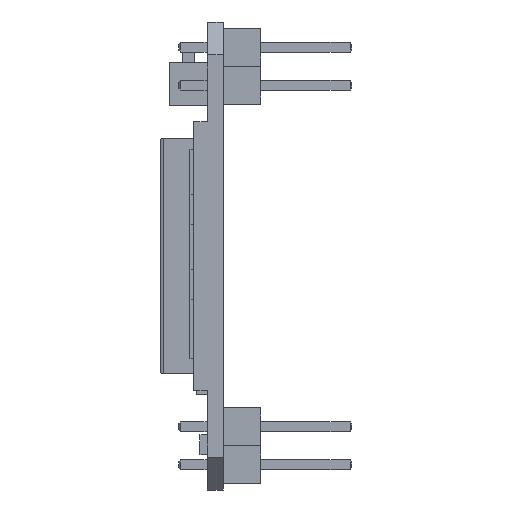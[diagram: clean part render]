
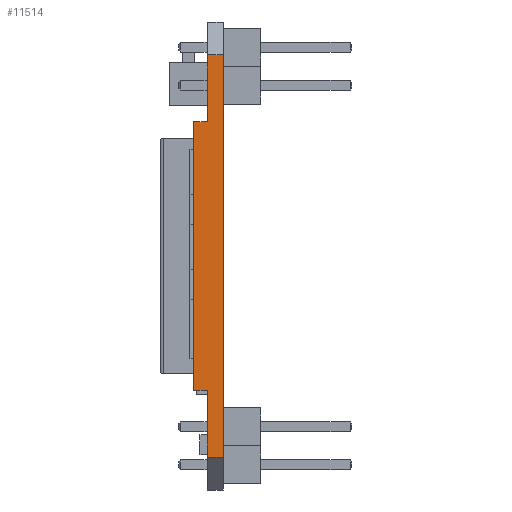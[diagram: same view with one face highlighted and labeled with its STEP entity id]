
A CAD part, left-side view. The second image highlights one B-rep face of the part: STEP entity #11514.
In plain terms, the highlighted planar face has unit normal (-1, 0, 0).
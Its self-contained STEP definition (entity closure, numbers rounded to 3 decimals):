
#195 = VERTEX_POINT ( 'NONE', #12649 ) ;
#482 = LINE ( 'NONE', #9350, #6916 ) ;
#903 = ORIENTED_EDGE ( 'NONE', *, *, #25886, .T. ) ;
#2134 = VERTEX_POINT ( 'NONE', #25676 ) ;
#3056 = VECTOR ( 'NONE', #3598, 1000. ) ;
#3133 = PLANE ( 'NONE',  #12747 ) ;
#3453 = CARTESIAN_POINT ( 'NONE',  ( 0., 2., -24.66 ) ) ;
#3598 = DIRECTION ( 'NONE',  ( 0., 0., 1. ) ) ;
#3861 = DIRECTION ( 'NONE',  ( 0., -1., 0. ) ) ;
#4091 = CARTESIAN_POINT ( 'NONE',  ( 0., 2., -6.66 ) ) ;
#4553 = EDGE_CURVE ( 'NONE', #9619, #18727, #11788, .T. ) ;
#4739 = CARTESIAN_POINT ( 'NONE',  ( 0., 1.07, -29.12 ) ) ;
#5117 = CARTESIAN_POINT ( 'NONE',  ( 0., 0., 0. ) ) ;
#5390 = DIRECTION ( 'NONE',  ( 0., 0., -1. ) ) ;
#5632 = ORIENTED_EDGE ( 'NONE', *, *, #12220, .F. ) ;
#6916 = VECTOR ( 'NONE', #13603, 1000. ) ;
#7205 = CARTESIAN_POINT ( 'NONE',  ( 0., 1.07, 0. ) ) ;
#7848 = DIRECTION ( 'NONE',  ( 0., 0., 1. ) ) ;
#9099 = DIRECTION ( 'NONE',  ( 0., -1., 0. ) ) ;
#9350 = CARTESIAN_POINT ( 'NONE',  ( 0., 1.07, 0. ) ) ;
#9548 = VERTEX_POINT ( 'NONE', #25883 ) ;
#9619 = VERTEX_POINT ( 'NONE', #27116 ) ;
#10312 = VECTOR ( 'NONE', #27135, 1000. ) ;
#11514 = ADVANCED_FACE ( 'NONE', ( #25416 ), #3133, .F. ) ;
#11658 = ORIENTED_EDGE ( 'NONE', *, *, #15437, .T. ) ;
#11788 = LINE ( 'NONE', #24805, #16056 ) ;
#11907 = LINE ( 'NONE', #22946, #3056 ) ;
#12220 = EDGE_CURVE ( 'NONE', #195, #24000, #11907, .T. ) ;
#12649 = CARTESIAN_POINT ( 'NONE',  ( 0., 1.07, -6.66 ) ) ;
#12747 = AXIS2_PLACEMENT_3D ( 'NONE', #7205, #15977, #5390 ) ;
#13042 = ORIENTED_EDGE ( 'NONE', *, *, #23686, .T. ) ;
#13473 = LINE ( 'NONE', #4739, #21399 ) ;
#13603 = DIRECTION ( 'NONE',  ( 0., 0., 1. ) ) ;
#13615 = CARTESIAN_POINT ( 'NONE',  ( 0., 1.07, -24.66 ) ) ;
#13846 = EDGE_CURVE ( 'NONE', #18727, #195, #18482, .T. ) ;
#14058 = DIRECTION ( 'NONE',  ( 0., 1., 0. ) ) ;
#14160 = VERTEX_POINT ( 'NONE', #16473 ) ;
#14564 = VECTOR ( 'NONE', #3861, 1000. ) ;
#14818 = ORIENTED_EDGE ( 'NONE', *, *, #19920, .T. ) ;
#15437 = EDGE_CURVE ( 'NONE', #9619, #21516, #16278, .T. ) ;
#15768 = EDGE_CURVE ( 'NONE', #9548, #21516, #482, .T. ) ;
#15977 = DIRECTION ( 'NONE',  ( 1., 0., 0. ) ) ;
#16056 = VECTOR ( 'NONE', #7848, 1000. ) ;
#16166 = LINE ( 'NONE', #24803, #19078 ) ;
#16278 = LINE ( 'NONE', #3453, #14564 ) ;
#16473 = CARTESIAN_POINT ( 'NONE',  ( 0., 0., -29.12 ) ) ;
#18482 = LINE ( 'NONE', #4091, #10312 ) ;
#18727 = VERTEX_POINT ( 'NONE', #24080 ) ;
#18770 = EDGE_LOOP ( 'NONE', ( #27140, #903, #14818, #13042, #5632, #22426, #21743, #11658 ) ) ;
#19078 = VECTOR ( 'NONE', #14058, 1000. ) ;
#19854 = VECTOR ( 'NONE', #20349, 1000. ) ;
#19920 = EDGE_CURVE ( 'NONE', #14160, #2134, #24472, .T. ) ;
#20349 = DIRECTION ( 'NONE',  ( 0., 0., 1. ) ) ;
#21399 = VECTOR ( 'NONE', #9099, 1000. ) ;
#21516 = VERTEX_POINT ( 'NONE', #13615 ) ;
#21743 = ORIENTED_EDGE ( 'NONE', *, *, #4553, .F. ) ;
#22426 = ORIENTED_EDGE ( 'NONE', *, *, #13846, .F. ) ;
#22946 = CARTESIAN_POINT ( 'NONE',  ( 0., 1.07, 0. ) ) ;
#23686 = EDGE_CURVE ( 'NONE', #2134, #24000, #16166, .T. ) ;
#23772 = CARTESIAN_POINT ( 'NONE',  ( 0., 1.07, -2.2 ) ) ;
#24000 = VERTEX_POINT ( 'NONE', #23772 ) ;
#24080 = CARTESIAN_POINT ( 'NONE',  ( 0., 2., -6.66 ) ) ;
#24472 = LINE ( 'NONE', #5117, #19854 ) ;
#24803 = CARTESIAN_POINT ( 'NONE',  ( 0., 1.07, -2.2 ) ) ;
#24805 = CARTESIAN_POINT ( 'NONE',  ( 0., 2., -24.66 ) ) ;
#25416 = FACE_OUTER_BOUND ( 'NONE', #18770, .T. ) ;
#25676 = CARTESIAN_POINT ( 'NONE',  ( 0., 0., -2.2 ) ) ;
#25883 = CARTESIAN_POINT ( 'NONE',  ( 0., 1.07, -29.12 ) ) ;
#25886 = EDGE_CURVE ( 'NONE', #9548, #14160, #13473, .T. ) ;
#27116 = CARTESIAN_POINT ( 'NONE',  ( 0., 2., -24.66 ) ) ;
#27135 = DIRECTION ( 'NONE',  ( 0., -1., 0. ) ) ;
#27140 = ORIENTED_EDGE ( 'NONE', *, *, #15768, .F. ) ;
